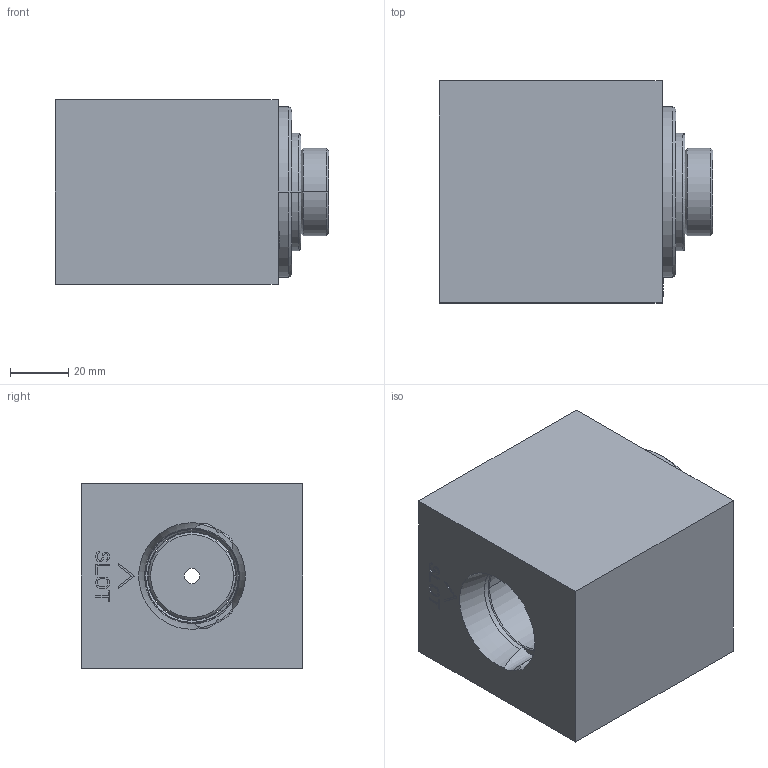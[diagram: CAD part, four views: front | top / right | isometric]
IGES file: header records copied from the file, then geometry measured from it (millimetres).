
Start section:  PTC IGES file: ilc15511101.igs
Global section: file name: ilc15511101.igs; native system: Pro/ENGINEER by Parametric Technology Corporation; preprocessor: 2005180; author: kr; organization: Unknown; date: 071107.154458; units: inch
Bounding box: 93.85 x 76.2 x 63.25 mm (x, y, z)
Surface area: 49967.9 mm2 (no closed solid volume)
Topology: 0 solids, 0 shells, 203 faces, 1060 edges, 1060 vertices
Faces by surface type: bspline 143, revolution 60
